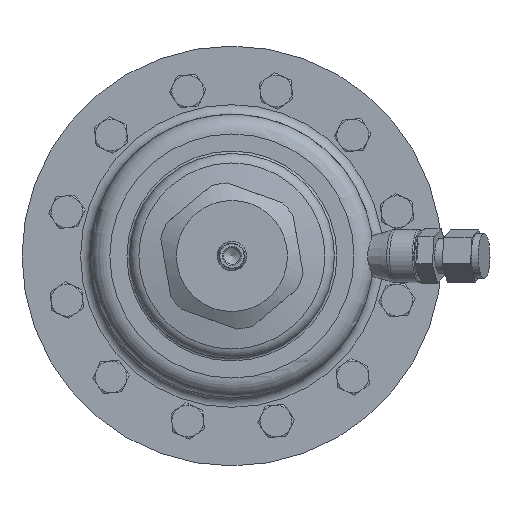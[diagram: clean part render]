
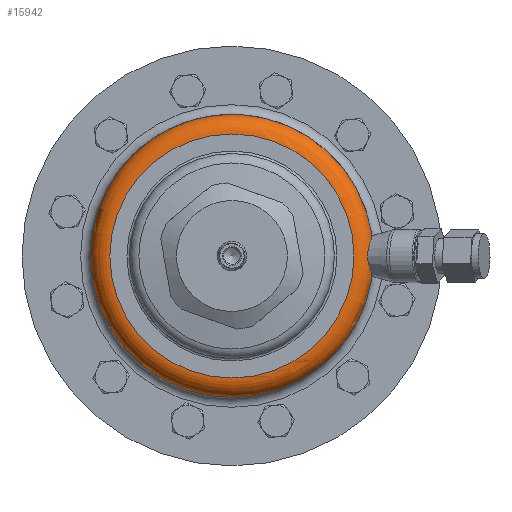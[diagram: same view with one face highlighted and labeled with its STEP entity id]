
A CAD part, front view. The second image highlights one B-rep face of the part: STEP entity #15942.
In plain terms, the highlighted toroidal (fillet/blend) face has major radius 50 mm and minor radius 8 mm.
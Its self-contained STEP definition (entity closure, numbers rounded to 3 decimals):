
#66 = CARTESIAN_POINT ( 'NONE',  ( 56.075, -378.875, -3.595 ) ) ;
#291 = CARTESIAN_POINT ( 'NONE',  ( 55.602, -379.511, -0.461 ) ) ;
#1223 = CARTESIAN_POINT ( 'NONE',  ( 55.628, -379.481, 0.925 ) ) ;
#1446 = CARTESIAN_POINT ( 'NONE',  ( 56.417, -378.291, 4.809 ) ) ;
#3679 = CARTESIAN_POINT ( 'NONE',  ( 56.298, -378.511, -4.419 ) ) ;
#4009 = ORIENTED_EDGE ( 'NONE', *, *, #30156, .F. ) ;
#4250 = CARTESIAN_POINT ( 'NONE',  ( 57.377, -373.8, -8.477 ) ) ;
#4404 = CARTESIAN_POINT ( 'NONE',  ( 56.773, -377.539, 5.923 ) ) ;
#4877 = CARTESIAN_POINT ( 'NONE',  ( 56.656, -377.81, 5.57 ) ) ;
#7077 = CARTESIAN_POINT ( 'NONE',  ( 57.213, -376.052, -7.319 ) ) ;
#7289 = CIRCLE ( 'NONE', #27288, 58. ) ;
#8032 = CARTESIAN_POINT ( 'NONE',  ( 56.299, -378.505, 4.412 ) ) ;
#8116 = EDGE_LOOP ( 'NONE', ( #4009 ) ) ;
#8271 = CARTESIAN_POINT ( 'NONE',  ( 55.84, -379.208, 2.51 ) ) ;
#8428 = VERTEX_POINT ( 'NONE', #4250 ) ;
#8514 = CARTESIAN_POINT ( 'NONE',  ( 55.73, -379.353, 1.834 ) ) ;
#10663 = CARTESIAN_POINT ( 'NONE',  ( 57.399, -374.243, -8.326 ) ) ;
#12560 = CARTESIAN_POINT ( 'NONE',  ( 56.478, -378.176, 5.004 ) ) ;
#13102 = B_SPLINE_CURVE_WITH_KNOTS ( 'NONE', 3,
 ( #29720, #10663, #37222, #18209, #25390, #40144, #7077, #26101, #36503, #47690, #44481, #36991, #3679, #66, #29494, #25859, #40606, #18674, #291, #19391, #1223, #41790, #8514, #45229, #8271, #44742, #30189, #41312, #8032, #1446, #12560, #4877, #4404, #26562, #41548, #15536, #22717, #22974, #30651, #15296 ),
 .UNSPECIFIED., .F., .F.,
 ( 4, 2, 2, 2, 2, 2, 2, 2, 2, 2, 2, 2, 2, 2, 2, 2, 2, 2, 2, 4 ),
 ( 0., 0.001, 0.002, 0.003, 0.004, 0.006, 0.007, 0.008, 0.01, 0.011, 0.012, 0.013, 0.014, 0.015, 0.016, 0.017, 0.018, 0.019, 0.021, 0.022 ),
 .UNSPECIFIED. ) ;
#15296 = CARTESIAN_POINT ( 'NONE',  ( 57.377, -373.8, 8.477 ) ) ;
#15536 = CARTESIAN_POINT ( 'NONE',  ( 57.253, -375.875, 7.457 ) ) ;
#15942 = ADVANCED_FACE ( 'NONE', ( #41109, #34109 ), #17627, .T. ) ;
#17627 = TOROIDAL_SURFACE ( 'NONE', #33022, 50., 8. ) ;
#18209 = CARTESIAN_POINT ( 'NONE',  ( 57.334, -375.277, -7.819 ) ) ;
#18674 = CARTESIAN_POINT ( 'NONE',  ( 55.628, -379.48, -0.93 ) ) ;
#19391 = CARTESIAN_POINT ( 'NONE',  ( 55.602, -379.511, 0.466 ) ) ;
#19800 = CARTESIAN_POINT ( 'NONE',  ( 57.377, -373.8, 8.477 ) ) ;
#20118 = CARTESIAN_POINT ( 'NONE',  ( 0., -373.8, 0. ) ) ;
#22213 = EDGE_CURVE ( 'NONE', #44694, #8428, #7289, .T. ) ;
#22275 = EDGE_LOOP ( 'NONE', ( #34883, #30274 ) ) ;
#22717 = CARTESIAN_POINT ( 'NONE',  ( 57.315, -375.489, 7.706 ) ) ;
#22974 = CARTESIAN_POINT ( 'NONE',  ( 57.389, -374.675, 8.14 ) ) ;
#24416 = DIRECTION ( 'NONE',  ( 0., -1., 0. ) ) ;
#24520 = CARTESIAN_POINT ( 'NONE',  ( 0., -381.8, 0. ) ) ;
#25390 = CARTESIAN_POINT ( 'NONE',  ( 57.31, -375.476, -7.703 ) ) ;
#25859 = CARTESIAN_POINT ( 'NONE',  ( 55.795, -379.269, -2.287 ) ) ;
#26101 = CARTESIAN_POINT ( 'NONE',  ( 57.091, -376.596, -6.898 ) ) ;
#26562 = CARTESIAN_POINT ( 'NONE',  ( 56.989, -376.935, 6.584 ) ) ;
#26788 = AXIS2_PLACEMENT_3D ( 'NONE', #24520, #39753, #39284 ) ;
#27086 = DIRECTION ( 'NONE',  ( 0., 0., -1. ) ) ;
#27288 = AXIS2_PLACEMENT_3D ( 'NONE', #35463, #32294, #42705 ) ;
#28796 = CARTESIAN_POINT ( 'NONE',  ( 0., -381.8, -50. ) ) ;
#29494 = CARTESIAN_POINT ( 'NONE',  ( 55.97, -379.028, -3.163 ) ) ;
#29720 = CARTESIAN_POINT ( 'NONE',  ( 57.377, -373.8, -8.477 ) ) ;
#29753 = VERTEX_POINT ( 'NONE', #28796 ) ;
#30156 = EDGE_CURVE ( 'NONE', #29753, #29753, #47730, .T. ) ;
#30189 = CARTESIAN_POINT ( 'NONE',  ( 56.075, -378.875, 3.595 ) ) ;
#30274 = ORIENTED_EDGE ( 'NONE', *, *, #32665, .T. ) ;
#30651 = CARTESIAN_POINT ( 'NONE',  ( 57.4, -374.244, 8.326 ) ) ;
#32294 = DIRECTION ( 'NONE',  ( 0., -1., 0. ) ) ;
#32665 = EDGE_CURVE ( 'NONE', #8428, #44694, #13102, .T. ) ;
#33022 = AXIS2_PLACEMENT_3D ( 'NONE', #20118, #24416, #27086 ) ;
#34109 = FACE_OUTER_BOUND ( 'NONE', #22275, .T. ) ;
#34883 = ORIENTED_EDGE ( 'NONE', *, *, #22213, .T. ) ;
#35463 = CARTESIAN_POINT ( 'NONE',  ( 0., -373.8, 0. ) ) ;
#36503 = CARTESIAN_POINT ( 'NONE',  ( 56.992, -376.928, -6.592 ) ) ;
#36991 = CARTESIAN_POINT ( 'NONE',  ( 56.417, -378.3, -4.813 ) ) ;
#37222 = CARTESIAN_POINT ( 'NONE',  ( 57.389, -374.668, -8.143 ) ) ;
#39284 = DIRECTION ( 'NONE',  ( 0., 0., -1. ) ) ;
#39753 = DIRECTION ( 'NONE',  ( 0., -1., 0. ) ) ;
#40144 = CARTESIAN_POINT ( 'NONE',  ( 57.249, -375.863, -7.453 ) ) ;
#40606 = CARTESIAN_POINT ( 'NONE',  ( 55.725, -379.359, -1.841 ) ) ;
#41109 = FACE_OUTER_BOUND ( 'NONE', #8116, .T. ) ;
#41312 = CARTESIAN_POINT ( 'NONE',  ( 56.242, -378.603, 4.211 ) ) ;
#41548 = CARTESIAN_POINT ( 'NONE',  ( 57.089, -376.603, 6.892 ) ) ;
#41790 = CARTESIAN_POINT ( 'NONE',  ( 55.7, -379.39, 1.608 ) ) ;
#42705 = DIRECTION ( 'NONE',  ( 0., 0., -1. ) ) ;
#44481 = CARTESIAN_POINT ( 'NONE',  ( 56.655, -377.813, -5.566 ) ) ;
#44694 = VERTEX_POINT ( 'NONE', #19800 ) ;
#44742 = CARTESIAN_POINT ( 'NONE',  ( 55.971, -379.026, 3.17 ) ) ;
#45229 = CARTESIAN_POINT ( 'NONE',  ( 55.8, -379.262, 2.285 ) ) ;
#47690 = CARTESIAN_POINT ( 'NONE',  ( 56.774, -377.536, -5.927 ) ) ;
#47730 = CIRCLE ( 'NONE', #26788, 50. ) ;
